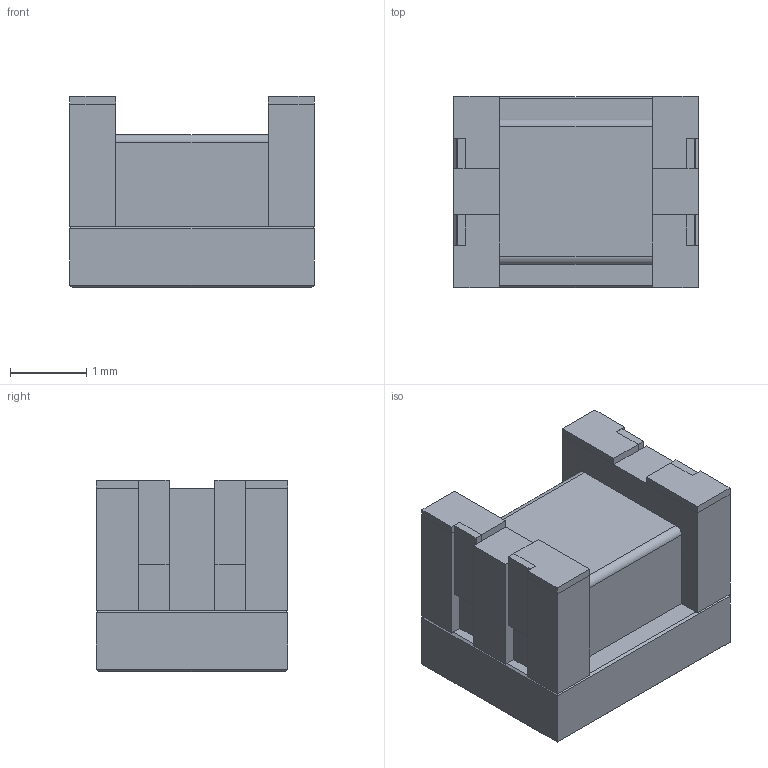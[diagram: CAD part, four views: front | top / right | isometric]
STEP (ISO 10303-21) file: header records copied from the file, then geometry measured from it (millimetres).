
FILE_DESCRIPTION (( 'STEP AP214' ), '1' );
FILE_NAME ('L_COUPLED_3225.STEP', '2023-08-30T07:10:05', ( 'Roman' ), ( '' ), 'SwSTEP 2.0', 'SolidWorks 2023', '' );
FILE_SCHEMA (( 'AUTOMOTIVE_DESIGN' ));
Length unit declared in the file: millimetre
Products named in the file (1): L_COUPLED_3225
Bounding box: 3.2 x 2.5 x 2.5 mm (x, y, z)
Volume: 15.7 mm3; surface area: 78.8 mm2
Topology: 12 solids, 12 shells, 106 faces, 238 edges, 156 vertices
Faces by surface type: plane 104, cylinder 2
Entity records: 3004 total; most frequent: CARTESIAN_POINT 501, ORIENTED_EDGE 476, DIRECTION 456, EDGE_CURVE 238, LINE 234, VECTOR 234, VERTEX_POINT 156, AXIS2_PLACEMENT_3D 111
